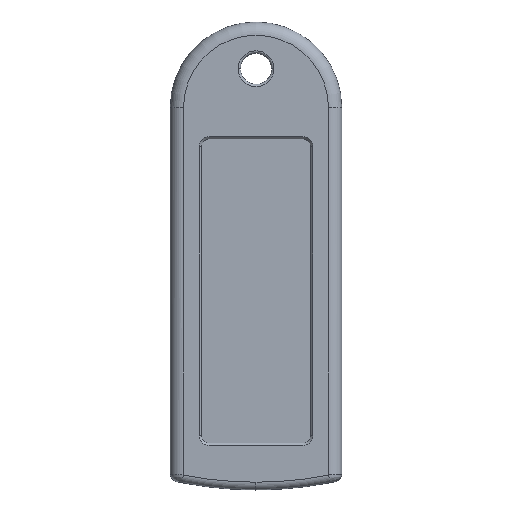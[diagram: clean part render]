
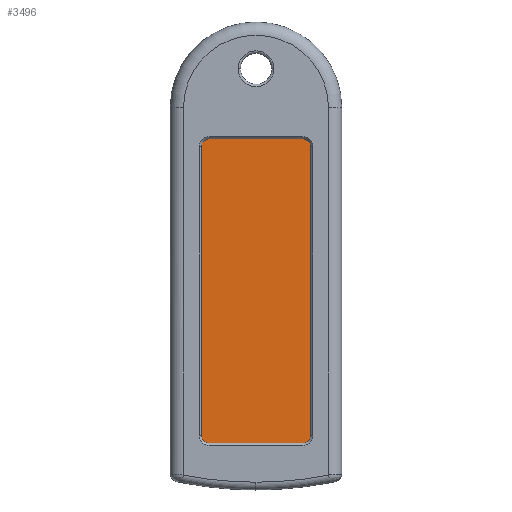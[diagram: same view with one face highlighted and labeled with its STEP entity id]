
A CAD part, top view. The second image highlights one B-rep face of the part: STEP entity #3496.
In plain terms, the highlighted planar face has unit normal (0, 0, 1).
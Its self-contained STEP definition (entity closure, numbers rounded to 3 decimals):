
#139 = EDGE_LOOP ( 'NONE', ( #277, #288, #286, #285, #290, #291, #270, #272, #269, #271 ) ) ;
#269 = ORIENTED_EDGE ( 'NONE', *, *, #765, .F. ) ;
#270 = ORIENTED_EDGE ( 'NONE', *, *, #775, .F. ) ;
#271 = ORIENTED_EDGE ( 'NONE', *, *, #746, .F. ) ;
#272 = ORIENTED_EDGE ( 'NONE', *, *, #714, .F. ) ;
#277 = ORIENTED_EDGE ( 'NONE', *, *, #751, .F. ) ;
#285 = ORIENTED_EDGE ( 'NONE', *, *, #645, .T. ) ;
#286 = ORIENTED_EDGE ( 'NONE', *, *, #3464, .F. ) ;
#288 = ORIENTED_EDGE ( 'NONE', *, *, #627, .T. ) ;
#290 = ORIENTED_EDGE ( 'NONE', *, *, #776, .T. ) ;
#291 = ORIENTED_EDGE ( 'NONE', *, *, #655, .T. ) ;
#338 = CARTESIAN_POINT ( 'NONE',  ( -8., -6.268, -0.7 ) ) ;
#348 = CARTESIAN_POINT ( 'NONE',  ( -8., -49., -0.7 ) ) ;
#365 = CARTESIAN_POINT ( 'NONE',  ( 8., -6.268, -0.7 ) ) ;
#366 = CARTESIAN_POINT ( 'NONE',  ( 8., -49., -0.7 ) ) ;
#367 = CARTESIAN_POINT ( 'NONE',  ( -7., -6., -0.7 ) ) ;
#368 = CARTESIAN_POINT ( 'NONE',  ( -1.5, -6., -0.7 ) ) ;
#369 = CARTESIAN_POINT ( 'NONE',  ( 7., -6., -0.7 ) ) ;
#370 = CARTESIAN_POINT ( 'NONE',  ( 1.5, -6., -0.7 ) ) ;
#371 = CARTESIAN_POINT ( 'NONE',  ( 1.5, -5., -0.7 ) ) ;
#372 = CARTESIAN_POINT ( 'NONE',  ( -1.5, -5., -0.7 ) ) ;
#627 = EDGE_CURVE ( 'NONE', #3986, #3957, #4413, .T. ) ;
#645 = EDGE_CURVE ( 'NONE', #3967, #3985, #2231, .T. ) ;
#655 = EDGE_CURVE ( 'NONE', #3984, #3988, #4440, .T. ) ;
#714 = EDGE_CURVE ( 'NONE', #3990, #3989, #2276, .T. ) ;
#746 = EDGE_CURVE ( 'NONE', #3987, #3991, #2297, .T. ) ;
#751 = EDGE_CURVE ( 'NONE', #3986, #3987, #2300, .T. ) ;
#765 = EDGE_CURVE ( 'NONE', #3991, #3990, #1568, .T. ) ;
#775 = EDGE_CURVE ( 'NONE', #3989, #3988, #2314, .T. ) ;
#776 = EDGE_CURVE ( 'NONE', #3985, #3984, #2315, .T. ) ;
#1155 = CARTESIAN_POINT ( 'NONE',  ( -7., -8., -0.7 ) ) ;
#1156 = DIRECTION ( 'NONE',  ( 0., 0., 1. ) ) ;
#1157 = DIRECTION ( 'NONE',  ( 1., 0., 0. ) ) ;
#1192 = AXIS2_PLACEMENT_3D ( 'NONE', #3801, #3802, #3803 ) ;
#1557 = VECTOR ( 'NONE', #1748, 1000. ) ;
#1561 = VECTOR ( 'NONE', #1759, 1000. ) ;
#1568 = CIRCLE ( 'NONE', #1571, 1.5 ) ;
#1571 = AXIS2_PLACEMENT_3D ( 'NONE', #1783, #1784, #1785 ) ;
#1582 = VECTOR ( 'NONE', #1898, 1000. ) ;
#1583 = VECTOR ( 'NONE', #1900, 1000. ) ;
#1642 = CARTESIAN_POINT ( 'NONE',  ( 1.5, -49., -0.7 ) ) ;
#1643 = DIRECTION ( 'NONE',  ( 0., -1., 0. ) ) ;
#1747 = CARTESIAN_POINT ( 'NONE',  ( -1.5, -49., -0.7 ) ) ;
#1748 = DIRECTION ( 'NONE',  ( 0., 1., 0. ) ) ;
#1758 = CARTESIAN_POINT ( 'NONE',  ( -8., -6., -0.7 ) ) ;
#1759 = DIRECTION ( 'NONE',  ( 1., 0., 0. ) ) ;
#1783 = CARTESIAN_POINT ( 'NONE',  ( 0., -5., -0.7 ) ) ;
#1784 = DIRECTION ( 'NONE',  ( 0., 0., -1. ) ) ;
#1785 = DIRECTION ( 'NONE',  ( 1., 0., 0. ) ) ;
#1897 = CARTESIAN_POINT ( 'NONE',  ( -8., -6., -0.7 ) ) ;
#1898 = DIRECTION ( 'NONE',  ( 1., 0., 0. ) ) ;
#1899 = CARTESIAN_POINT ( 'NONE',  ( 8., -49., -0.7 ) ) ;
#1900 = DIRECTION ( 'NONE',  ( 0., 1., 0. ) ) ;
#2231 = LINE ( 'NONE', #4133, #4432 ) ;
#2276 = LINE ( 'NONE', #1642, #4499 ) ;
#2297 = LINE ( 'NONE', #1747, #1557 ) ;
#2300 = LINE ( 'NONE', #1758, #1561 ) ;
#2314 = LINE ( 'NONE', #1897, #1582 ) ;
#2315 = LINE ( 'NONE', #1899, #1583 ) ;
#2423 = LINE ( 'NONE', #3673, #3186 ) ;
#2460 = FACE_OUTER_BOUND ( 'NONE', #139, .T. ) ;
#3186 = VECTOR ( 'NONE', #3674, 1000. ) ;
#3464 = EDGE_CURVE ( 'NONE', #3967, #3957, #2423, .T. ) ;
#3496 = ADVANCED_FACE ( 'NONE', ( #2460 ), #3800, .T. ) ;
#3673 = CARTESIAN_POINT ( 'NONE',  ( -8., -49., -0.7 ) ) ;
#3674 = DIRECTION ( 'NONE',  ( 0., 1., 0. ) ) ;
#3800 = PLANE ( 'NONE',  #1192 ) ;
#3801 = CARTESIAN_POINT ( 'NONE',  ( -8., -49., -0.7 ) ) ;
#3802 = DIRECTION ( 'NONE',  ( 0., 0., 1. ) ) ;
#3803 = DIRECTION ( 'NONE',  ( 1., 0., 0. ) ) ;
#3957 = VERTEX_POINT ( 'NONE', #338 ) ;
#3967 = VERTEX_POINT ( 'NONE', #348 ) ;
#3984 = VERTEX_POINT ( 'NONE', #365 ) ;
#3985 = VERTEX_POINT ( 'NONE', #366 ) ;
#3986 = VERTEX_POINT ( 'NONE', #367 ) ;
#3987 = VERTEX_POINT ( 'NONE', #368 ) ;
#3988 = VERTEX_POINT ( 'NONE', #369 ) ;
#3989 = VERTEX_POINT ( 'NONE', #370 ) ;
#3990 = VERTEX_POINT ( 'NONE', #371 ) ;
#3991 = VERTEX_POINT ( 'NONE', #372 ) ;
#4133 = CARTESIAN_POINT ( 'NONE',  ( -8., -49., -0.7 ) ) ;
#4134 = DIRECTION ( 'NONE',  ( 1., 0., 0. ) ) ;
#4154 = CARTESIAN_POINT ( 'NONE',  ( 7., -8., -0.7 ) ) ;
#4155 = DIRECTION ( 'NONE',  ( 0., 0., 1. ) ) ;
#4156 = DIRECTION ( 'NONE',  ( 1., 0., 0. ) ) ;
#4413 = CIRCLE ( 'NONE', #4415, 2. ) ;
#4415 = AXIS2_PLACEMENT_3D ( 'NONE', #1155, #1156, #1157 ) ;
#4432 = VECTOR ( 'NONE', #4134, 1000. ) ;
#4440 = CIRCLE ( 'NONE', #4444, 2. ) ;
#4444 = AXIS2_PLACEMENT_3D ( 'NONE', #4154, #4155, #4156 ) ;
#4499 = VECTOR ( 'NONE', #1643, 1000. ) ;
